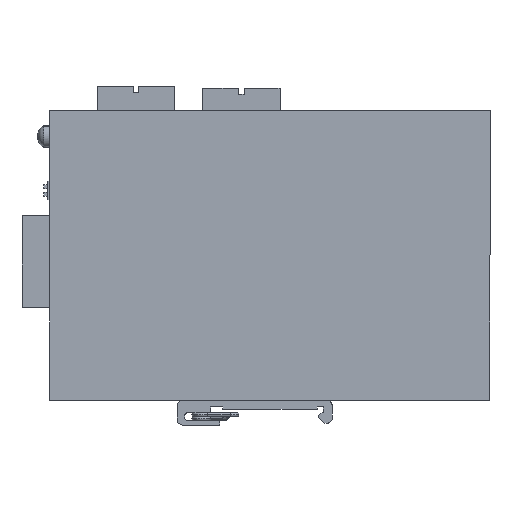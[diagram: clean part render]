
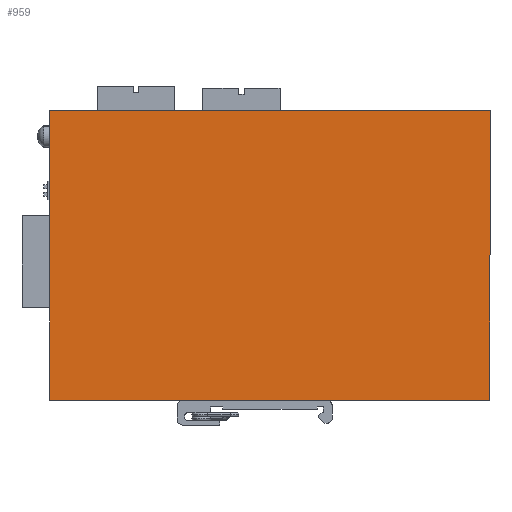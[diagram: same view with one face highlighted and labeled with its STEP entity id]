
A CAD part, left-side view. The second image highlights one B-rep face of the part: STEP entity #959.
In plain terms, the highlighted planar face has unit normal (-1, 0, 0).
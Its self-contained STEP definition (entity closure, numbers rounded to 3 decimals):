
#946=AXIS2_PLACEMENT_3D('Plane Axis2P3D',#943,#944,#945) ;
#36=CARTESIAN_POINT('Line Origine',(0.,144.3,55.65)) ;
#40=CARTESIAN_POINT('Vertex',(0.,144.3,8.2)) ;
#42=CARTESIAN_POINT('Vertex',(0.,144.3,103.1)) ;
#729=CARTESIAN_POINT('Vertex',(0.,0.,8.2)) ;
#732=CARTESIAN_POINT('Line Origine',(0.,72.15,8.2)) ;
#813=CARTESIAN_POINT('Vertex',(0.,0.,103.1)) ;
#816=CARTESIAN_POINT('Line Origine',(0.,72.15,103.1)) ;
#943=CARTESIAN_POINT('Axis2P3D Location',(0.,144.3,8.2)) ;
#948=CARTESIAN_POINT('Line Origine',(0.,0.,55.65)) ;
#37=DIRECTION('Vector Direction',(0.,0.,1.)) ;
#733=DIRECTION('Vector Direction',(0.,-1.,0.)) ;
#817=DIRECTION('Vector Direction',(0.,-1.,0.)) ;
#944=DIRECTION('Axis2P3D Direction',(-1.,0.,0.)) ;
#945=DIRECTION('Axis2P3D XDirection',(0.,-1.,0.)) ;
#949=DIRECTION('Vector Direction',(0.,0.,1.)) ;
#38=VECTOR('Line Direction',#37,1.) ;
#734=VECTOR('Line Direction',#733,1.) ;
#818=VECTOR('Line Direction',#817,1.) ;
#950=VECTOR('Line Direction',#949,1.) ;
#954=ORIENTED_EDGE('',*,*,#44,.F.) ;
#955=ORIENTED_EDGE('',*,*,#736,.F.) ;
#956=ORIENTED_EDGE('',*,*,#952,.T.) ;
#957=ORIENTED_EDGE('',*,*,#820,.F.) ;
#959=ADVANCED_FACE('SWITCH',(#958),#947,.T.) ;
#44=EDGE_CURVE('',#41,#43,#39,.T.) ;
#736=EDGE_CURVE('',#730,#41,#735,.F.) ;
#820=EDGE_CURVE('',#43,#814,#819,.T.) ;
#952=EDGE_CURVE('',#730,#814,#951,.T.) ;
#953=EDGE_LOOP('',(#954,#955,#956,#957)) ;
#958=FACE_OUTER_BOUND('',#953,.T.) ;
#39=LINE('Line',#36,#38) ;
#735=LINE('Line',#732,#734) ;
#819=LINE('Line',#816,#818) ;
#951=LINE('Line',#948,#950) ;
#947=PLANE('',#946) ;
#41=VERTEX_POINT('',#40) ;
#43=VERTEX_POINT('',#42) ;
#730=VERTEX_POINT('',#729) ;
#814=VERTEX_POINT('',#813) ;
